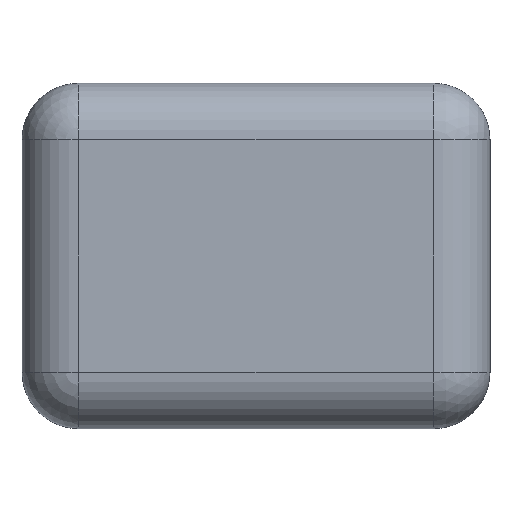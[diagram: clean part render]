
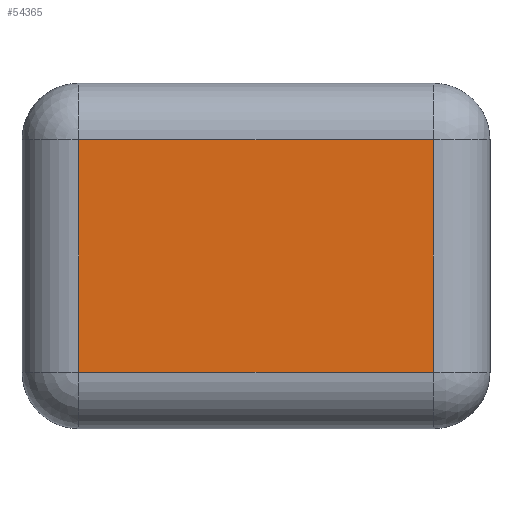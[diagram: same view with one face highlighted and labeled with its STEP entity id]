
A CAD part, front view. The second image highlights one B-rep face of the part: STEP entity #54365.
In plain terms, the highlighted planar face has unit normal (0, -1, 0).
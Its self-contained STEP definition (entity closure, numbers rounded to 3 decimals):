
#2294 = CARTESIAN_POINT ( 'NONE',  ( 250.989, -171.872, -164.311 ) ) ;
#2364 = DIRECTION ( 'NONE',  ( 1., 0., 0. ) ) ;
#3352 = CARTESIAN_POINT ( 'NONE',  ( 250.989, -171.872, 164.311 ) ) ;
#5612 = PLANE ( 'NONE',  #12273 ) ;
#7922 = DIRECTION ( 'NONE',  ( -1., 0., 0. ) ) ;
#10849 = VECTOR ( 'NONE', #69092, 1000. ) ;
#12273 = AXIS2_PLACEMENT_3D ( 'NONE', #44101, #12966, #51223 ) ;
#12966 = DIRECTION ( 'NONE',  ( 0., -1., 0. ) ) ;
#14057 = CARTESIAN_POINT ( 'NONE',  ( 0., -171.872, -164.311 ) ) ;
#14293 = EDGE_CURVE ( 'NONE', #17839, #25462, #19079, .T. ) ;
#17839 = VERTEX_POINT ( 'NONE', #68236 ) ;
#19079 = LINE ( 'NONE', #14057, #54576 ) ;
#19421 = ORIENTED_EDGE ( 'NONE', *, *, #62160, .T. ) ;
#21697 = ORIENTED_EDGE ( 'NONE', *, *, #47300, .T. ) ;
#25462 = VERTEX_POINT ( 'NONE', #2294 ) ;
#26087 = ORIENTED_EDGE ( 'NONE', *, *, #14293, .T. ) ;
#26327 = ORIENTED_EDGE ( 'NONE', *, *, #49149, .T. ) ;
#26830 = VERTEX_POINT ( 'NONE', #3352 ) ;
#28772 = CARTESIAN_POINT ( 'NONE',  ( -250.989, -171.872, -244.311 ) ) ;
#29281 = CARTESIAN_POINT ( 'NONE',  ( -330.989, -171.872, 164.311 ) ) ;
#37009 = CARTESIAN_POINT ( 'NONE',  ( 250.989, -171.872, 0. ) ) ;
#40102 = VERTEX_POINT ( 'NONE', #57555 ) ;
#40835 = VECTOR ( 'NONE', #7922, 1000. ) ;
#44101 = CARTESIAN_POINT ( 'NONE',  ( 0., -171.872, 0. ) ) ;
#45739 = LINE ( 'NONE', #29281, #40835 ) ;
#47300 = EDGE_CURVE ( 'NONE', #26830, #40102, #45739, .T. ) ;
#49149 = EDGE_CURVE ( 'NONE', #40102, #17839, #59199, .T. ) ;
#51223 = DIRECTION ( 'NONE',  ( 0., 0., -1. ) ) ;
#53127 = LINE ( 'NONE', #37009, #10849 ) ;
#54365 = ADVANCED_FACE ( 'NONE', ( #65767 ), #5612, .T. ) ;
#54576 = VECTOR ( 'NONE', #2364, 1000. ) ;
#57555 = CARTESIAN_POINT ( 'NONE',  ( -250.989, -171.872, 164.311 ) ) ;
#57916 = EDGE_LOOP ( 'NONE', ( #26087, #19421, #21697, #26327 ) ) ;
#59199 = LINE ( 'NONE', #28772, #60425 ) ;
#60252 = DIRECTION ( 'NONE',  ( 0., 0., -1. ) ) ;
#60425 = VECTOR ( 'NONE', #60252, 1000. ) ;
#62160 = EDGE_CURVE ( 'NONE', #25462, #26830, #53127, .T. ) ;
#65767 = FACE_OUTER_BOUND ( 'NONE', #57916, .T. ) ;
#68236 = CARTESIAN_POINT ( 'NONE',  ( -250.989, -171.872, -164.311 ) ) ;
#69092 = DIRECTION ( 'NONE',  ( 0., 0., 1. ) ) ;
